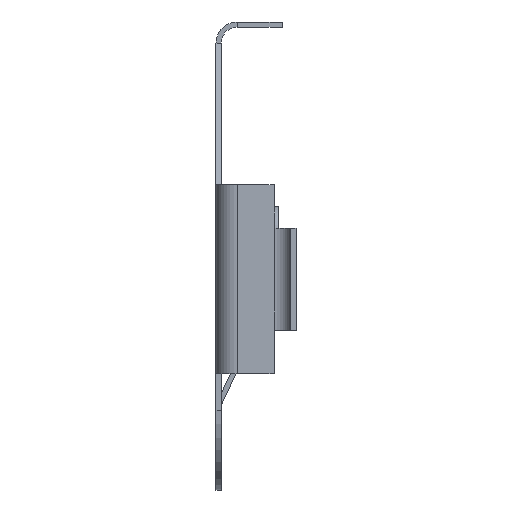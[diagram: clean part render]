
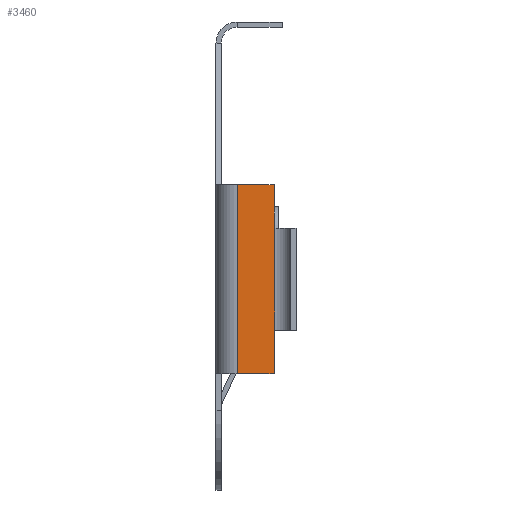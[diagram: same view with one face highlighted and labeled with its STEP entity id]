
A CAD part, left-side view. The second image highlights one B-rep face of the part: STEP entity #3460.
In plain terms, the highlighted planar face has unit normal (-1, 0, 0).
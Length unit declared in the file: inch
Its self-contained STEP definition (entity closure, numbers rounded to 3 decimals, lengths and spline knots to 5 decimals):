
#174 = ORIENTED_EDGE ( 'NONE', *, *, #2933, .F. ) ;
#199 = DIRECTION ( 'NONE',  ( 0., -1., 0. ) ) ;
#204 = CARTESIAN_POINT ( 'NONE',  ( -0.5, -0.032, -0.309 ) ) ;
#272 = CARTESIAN_POINT ( 'NONE',  ( -0.5, -0.104, -0.68 ) ) ;
#325 = CARTESIAN_POINT ( 'NONE',  ( -0.5, -0.104, -0.309 ) ) ;
#335 = ORIENTED_EDGE ( 'NONE', *, *, #1778, .F. ) ;
#428 = LINE ( 'NONE', #2976, #2191 ) ;
#438 = EDGE_CURVE ( 'NONE', #1641, #2789, #2109, .T. ) ;
#452 = VERTEX_POINT ( 'NONE', #2249 ) ;
#472 = LINE ( 'NONE', #1620, #1838 ) ;
#476 = ORIENTED_EDGE ( 'NONE', *, *, #1919, .T. ) ;
#615 = DIRECTION ( 'NONE',  ( 0., 0., -1. ) ) ;
#637 = DIRECTION ( 'NONE',  ( 0., -1., 0. ) ) ;
#687 = CARTESIAN_POINT ( 'NONE',  ( -0.5, -0.104, -0.3945 ) ) ;
#729 = DIRECTION ( 'NONE',  ( 0., 0., -1. ) ) ;
#748 = CARTESIAN_POINT ( 'NONE',  ( -0.5, -0.104, -0.5945 ) ) ;
#765 = VECTOR ( 'NONE', #199, 39.37008 ) ;
#1026 = VERTEX_POINT ( 'NONE', #687 ) ;
#1031 = EDGE_CURVE ( 'NONE', #2789, #1937, #1732, .T. ) ;
#1079 = CARTESIAN_POINT ( 'NONE',  ( -0.5, -0.104, -0.5945 ) ) ;
#1190 = VECTOR ( 'NONE', #615, 39.37008 ) ;
#1192 = CARTESIAN_POINT ( 'NONE',  ( -0.5, -0.105, -0.3945 ) ) ;
#1310 = AXIS2_PLACEMENT_3D ( 'NONE', #2238, #2648, #637 ) ;
#1336 = DIRECTION ( 'NONE',  ( 0., 0., -1. ) ) ;
#1375 = VERTEX_POINT ( 'NONE', #1638 ) ;
#1378 = VERTEX_POINT ( 'NONE', #272 ) ;
#1463 = PLANE ( 'NONE',  #1310 ) ;
#1484 = CARTESIAN_POINT ( 'NONE',  ( -0.5, -0.105, -0.3945 ) ) ;
#1503 = VECTOR ( 'NONE', #3161, 39.37008 ) ;
#1566 = EDGE_CURVE ( 'NONE', #1026, #1641, #472, .T. ) ;
#1595 = VECTOR ( 'NONE', #729, 39.37008 ) ;
#1610 = EDGE_CURVE ( 'NONE', #452, #3098, #2590, .T. ) ;
#1620 = CARTESIAN_POINT ( 'NONE',  ( -0.5, -0.105, -0.3945 ) ) ;
#1638 = CARTESIAN_POINT ( 'NONE',  ( -0.5, -0.032, -0.68 ) ) ;
#1641 = VERTEX_POINT ( 'NONE', #1192 ) ;
#1659 = LINE ( 'NONE', #2600, #1190 ) ;
#1675 = EDGE_LOOP ( 'NONE', ( #2947, #476, #2556, #335, #3429, #3473, #1874, #174 ) ) ;
#1732 = LINE ( 'NONE', #2582, #2154 ) ;
#1778 = EDGE_CURVE ( 'NONE', #1937, #1378, #1972, .T. ) ;
#1838 = VECTOR ( 'NONE', #3209, 39.37008 ) ;
#1874 = ORIENTED_EDGE ( 'NONE', *, *, #1566, .F. ) ;
#1919 = EDGE_CURVE ( 'NONE', #452, #1375, #3212, .T. ) ;
#1937 = VERTEX_POINT ( 'NONE', #748 ) ;
#1972 = LINE ( 'NONE', #1079, #1503 ) ;
#2011 = VECTOR ( 'NONE', #1336, 39.37008 ) ;
#2022 = FACE_OUTER_BOUND ( 'NONE', #1675, .T. ) ;
#2109 = LINE ( 'NONE', #1484, #2011 ) ;
#2154 = VECTOR ( 'NONE', #3288, 39.37008 ) ;
#2191 = VECTOR ( 'NONE', #3352, 39.37008 ) ;
#2238 = CARTESIAN_POINT ( 'NONE',  ( -0.5, -0.104, -0.309 ) ) ;
#2249 = CARTESIAN_POINT ( 'NONE',  ( -0.5, -0.032, -0.309 ) ) ;
#2258 = EDGE_CURVE ( 'NONE', #1378, #1375, #428, .T. ) ;
#2556 = ORIENTED_EDGE ( 'NONE', *, *, #2258, .F. ) ;
#2582 = CARTESIAN_POINT ( 'NONE',  ( -0.5, -0.105, -0.5945 ) ) ;
#2590 = LINE ( 'NONE', #2628, #765 ) ;
#2600 = CARTESIAN_POINT ( 'NONE',  ( -0.5, -0.104, -0.3945 ) ) ;
#2628 = CARTESIAN_POINT ( 'NONE',  ( -0.5, 0., -0.309 ) ) ;
#2648 = DIRECTION ( 'NONE',  ( -1., 0., 0. ) ) ;
#2789 = VERTEX_POINT ( 'NONE', #3241 ) ;
#2933 = EDGE_CURVE ( 'NONE', #3098, #1026, #1659, .T. ) ;
#2947 = ORIENTED_EDGE ( 'NONE', *, *, #1610, .F. ) ;
#2976 = CARTESIAN_POINT ( 'NONE',  ( -0.5, -0.104, -0.68 ) ) ;
#3098 = VERTEX_POINT ( 'NONE', #325 ) ;
#3161 = DIRECTION ( 'NONE',  ( 0., 0., -1. ) ) ;
#3209 = DIRECTION ( 'NONE',  ( 0., -1., 0. ) ) ;
#3212 = LINE ( 'NONE', #204, #1595 ) ;
#3241 = CARTESIAN_POINT ( 'NONE',  ( -0.5, -0.105, -0.5945 ) ) ;
#3288 = DIRECTION ( 'NONE',  ( 0., 1., 0. ) ) ;
#3352 = DIRECTION ( 'NONE',  ( 0., 1., 0. ) ) ;
#3429 = ORIENTED_EDGE ( 'NONE', *, *, #1031, .F. ) ;
#3460 = ADVANCED_FACE ( 'NONE', ( #2022 ), #1463, .T. ) ;
#3473 = ORIENTED_EDGE ( 'NONE', *, *, #438, .F. ) ;
